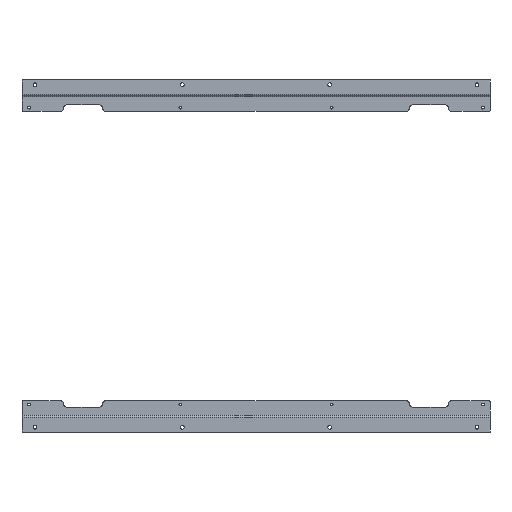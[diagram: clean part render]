
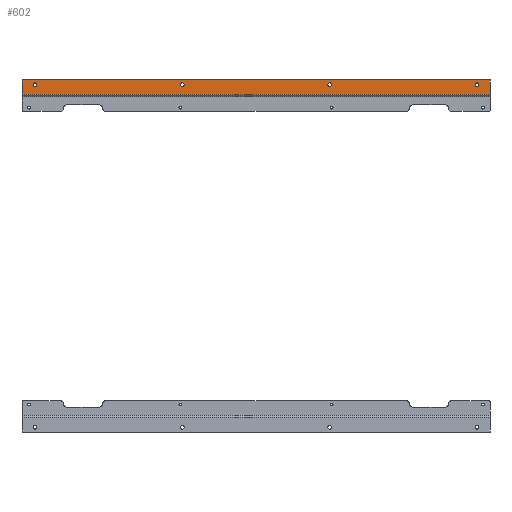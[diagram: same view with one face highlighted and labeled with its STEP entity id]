
A CAD part, top view. The second image highlights one B-rep face of the part: STEP entity #602.
In plain terms, the highlighted planar face has unit normal (0, 0, 1).
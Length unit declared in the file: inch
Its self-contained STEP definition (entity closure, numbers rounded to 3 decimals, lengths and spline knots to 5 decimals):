
#19 = CARTESIAN_POINT ( 'NONE',  ( -17.91, 1.786, 0.998 ) ) ;
#22 = AXIS2_PLACEMENT_3D ( 'NONE', #1923, #2559, #1642 ) ;
#52 = DIRECTION ( 'NONE',  ( 1., 0., 0. ) ) ;
#158 = VECTOR ( 'NONE', #1901, 39.37008 ) ;
#165 = PLANE ( 'NONE',  #22 ) ;
#175 = CARTESIAN_POINT ( 'NONE',  ( 0., 1.801, 0.998 ) ) ;
#180 = VERTEX_POINT ( 'NONE', #827 ) ;
#201 = EDGE_LOOP ( 'NONE', ( #857 ) ) ;
#249 = DIRECTION ( 'NONE',  ( 0., -1., 0. ) ) ;
#342 = LINE ( 'NONE', #175, #158 ) ;
#399 = CIRCLE ( 'NONE', #587, 0.1405 ) ;
#467 = CARTESIAN_POINT ( 'NONE',  ( -17.925, 0.677, 0.998 ) ) ;
#483 = AXIS2_PLACEMENT_3D ( 'NONE', #19, #893, #1530 ) ;
#484 = CIRCLE ( 'NONE', #2426, 0.1405 ) ;
#490 = DIRECTION ( 'NONE',  ( 0., 0., 1. ) ) ;
#587 = AXIS2_PLACEMENT_3D ( 'NONE', #2713, #2057, #52 ) ;
#602 = ADVANCED_FACE ( 'NONE', ( #2090, #1687, #2135, #765, #1486 ), #165, .T. ) ;
#637 = AXIS2_PLACEMENT_3D ( 'NONE', #1339, #490, #2842 ) ;
#656 = EDGE_LOOP ( 'NONE', ( #1987 ) ) ;
#679 = VECTOR ( 'NONE', #2467, 39.37008 ) ;
#765 = FACE_BOUND ( 'NONE', #656, .T. ) ;
#773 = ORIENTED_EDGE ( 'NONE', *, *, #914, .F. ) ;
#797 = VERTEX_POINT ( 'NONE', #1460 ) ;
#800 = ORIENTED_EDGE ( 'NONE', *, *, #2555, .T. ) ;
#827 = CARTESIAN_POINT ( 'NONE',  ( 5.78217, 1.426, 0.998 ) ) ;
#857 = ORIENTED_EDGE ( 'NONE', *, *, #1073, .T. ) ;
#890 = DIRECTION ( 'NONE',  ( 0., 0., -1. ) ) ;
#893 = DIRECTION ( 'NONE',  ( 0., 0., 1. ) ) ;
#908 = CARTESIAN_POINT ( 'NONE',  ( 17.925, 1.239, 0.998 ) ) ;
#914 = EDGE_CURVE ( 'NONE', #1469, #2205, #342, .T. ) ;
#989 = ORIENTED_EDGE ( 'NONE', *, *, #2587, .T. ) ;
#1016 = EDGE_CURVE ( 'NONE', #1343, #1930, #1309, .T. ) ;
#1055 = ORIENTED_EDGE ( 'NONE', *, *, #1655, .F. ) ;
#1073 = EDGE_CURVE ( 'NONE', #1233, #1233, #1321, .T. ) ;
#1090 = VECTOR ( 'NONE', #249, 39.37008 ) ;
#1143 = LINE ( 'NONE', #908, #1637 ) ;
#1161 = VERTEX_POINT ( 'NONE', #2699 ) ;
#1233 = VERTEX_POINT ( 'NONE', #2809 ) ;
#1283 = CIRCLE ( 'NONE', #483, 0.015 ) ;
#1309 = LINE ( 'NONE', #2186, #1090 ) ;
#1314 = CIRCLE ( 'NONE', #2689, 0.1405 ) ;
#1321 = CIRCLE ( 'NONE', #1873, 0.1405 ) ;
#1330 = LINE ( 'NONE', #1579, #679 ) ;
#1339 = CARTESIAN_POINT ( 'NONE',  ( 17.91, 1.786, 0.998 ) ) ;
#1343 = VERTEX_POINT ( 'NONE', #2358 ) ;
#1460 = CARTESIAN_POINT ( 'NONE',  ( 17.0655, 1.426, 0.998 ) ) ;
#1465 = EDGE_CURVE ( 'NONE', #1469, #1343, #1283, .T. ) ;
#1469 = VERTEX_POINT ( 'NONE', #2844 ) ;
#1486 = FACE_OUTER_BOUND ( 'NONE', #2028, .T. ) ;
#1512 = DIRECTION ( 'NONE',  ( 1., 0., 0. ) ) ;
#1513 = CARTESIAN_POINT ( 'NONE',  ( 17.91, 1.801, 0.998 ) ) ;
#1530 = DIRECTION ( 'NONE',  ( 1., 0., 0. ) ) ;
#1539 = VERTEX_POINT ( 'NONE', #2392 ) ;
#1565 = EDGE_LOOP ( 'NONE', ( #2200 ) ) ;
#1566 = CARTESIAN_POINT ( 'NONE',  ( 16.925, 1.426, 0.998 ) ) ;
#1579 = CARTESIAN_POINT ( 'NONE',  ( 17.925, 0.677, 0.998 ) ) ;
#1635 = ORIENTED_EDGE ( 'NONE', *, *, #1016, .T. ) ;
#1637 = VECTOR ( 'NONE', #2221, 39.37008 ) ;
#1642 = DIRECTION ( 'NONE',  ( 1., 0., 0. ) ) ;
#1655 = EDGE_CURVE ( 'NONE', #1539, #1161, #1143, .T. ) ;
#1687 = FACE_BOUND ( 'NONE', #201, .T. ) ;
#1701 = CARTESIAN_POINT ( 'NONE',  ( -16.7845, 1.426, 0.998 ) ) ;
#1740 = DIRECTION ( 'NONE',  ( 1., 0., 0. ) ) ;
#1748 = DIRECTION ( 'NONE',  ( 0., 0., -1. ) ) ;
#1763 = DIRECTION ( 'NONE',  ( 0., 0., -1. ) ) ;
#1873 = AXIS2_PLACEMENT_3D ( 'NONE', #2437, #1748, #1512 ) ;
#1901 = DIRECTION ( 'NONE',  ( 1., 0., 0. ) ) ;
#1923 = CARTESIAN_POINT ( 'NONE',  ( 17.925, 0.677, 0.998 ) ) ;
#1930 = VERTEX_POINT ( 'NONE', #467 ) ;
#1987 = ORIENTED_EDGE ( 'NONE', *, *, #2231, .T. ) ;
#2028 = EDGE_LOOP ( 'NONE', ( #773, #2270, #1635, #989, #1055, #800 ) ) ;
#2057 = DIRECTION ( 'NONE',  ( 0., 0., -1. ) ) ;
#2090 = FACE_BOUND ( 'NONE', #1565, .T. ) ;
#2115 = EDGE_CURVE ( 'NONE', #180, #180, #1314, .T. ) ;
#2135 = FACE_BOUND ( 'NONE', #2321, .T. ) ;
#2186 = CARTESIAN_POINT ( 'NONE',  ( -17.925, 1.239, 0.998 ) ) ;
#2200 = ORIENTED_EDGE ( 'NONE', *, *, #2495, .T. ) ;
#2205 = VERTEX_POINT ( 'NONE', #1513 ) ;
#2221 = DIRECTION ( 'NONE',  ( 0., -1., 0. ) ) ;
#2231 = EDGE_CURVE ( 'NONE', #2355, #2355, #399, .T. ) ;
#2270 = ORIENTED_EDGE ( 'NONE', *, *, #1465, .T. ) ;
#2282 = CIRCLE ( 'NONE', #637, 0.015 ) ;
#2321 = EDGE_LOOP ( 'NONE', ( #2769 ) ) ;
#2355 = VERTEX_POINT ( 'NONE', #1701 ) ;
#2358 = CARTESIAN_POINT ( 'NONE',  ( -17.925, 1.786, 0.998 ) ) ;
#2392 = CARTESIAN_POINT ( 'NONE',  ( 17.925, 1.786, 0.998 ) ) ;
#2397 = CARTESIAN_POINT ( 'NONE',  ( 5.64167, 1.426, 0.998 ) ) ;
#2414 = DIRECTION ( 'NONE',  ( 1., 0., 0. ) ) ;
#2426 = AXIS2_PLACEMENT_3D ( 'NONE', #1566, #890, #2414 ) ;
#2437 = CARTESIAN_POINT ( 'NONE',  ( -5.64167, 1.426, 0.998 ) ) ;
#2467 = DIRECTION ( 'NONE',  ( 1., 0., 0. ) ) ;
#2495 = EDGE_CURVE ( 'NONE', #797, #797, #484, .T. ) ;
#2555 = EDGE_CURVE ( 'NONE', #1539, #2205, #2282, .T. ) ;
#2559 = DIRECTION ( 'NONE',  ( 0., 0., 1. ) ) ;
#2587 = EDGE_CURVE ( 'NONE', #1930, #1161, #1330, .T. ) ;
#2689 = AXIS2_PLACEMENT_3D ( 'NONE', #2397, #1763, #1740 ) ;
#2699 = CARTESIAN_POINT ( 'NONE',  ( 17.925, 0.677, 0.998 ) ) ;
#2713 = CARTESIAN_POINT ( 'NONE',  ( -16.925, 1.426, 0.998 ) ) ;
#2769 = ORIENTED_EDGE ( 'NONE', *, *, #2115, .T. ) ;
#2809 = CARTESIAN_POINT ( 'NONE',  ( -5.50117, 1.426, 0.998 ) ) ;
#2842 = DIRECTION ( 'NONE',  ( 1., 0., 0. ) ) ;
#2844 = CARTESIAN_POINT ( 'NONE',  ( -17.91, 1.801, 0.998 ) ) ;
